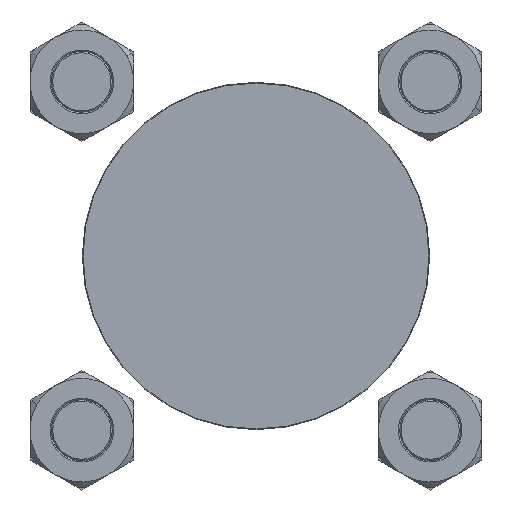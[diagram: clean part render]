
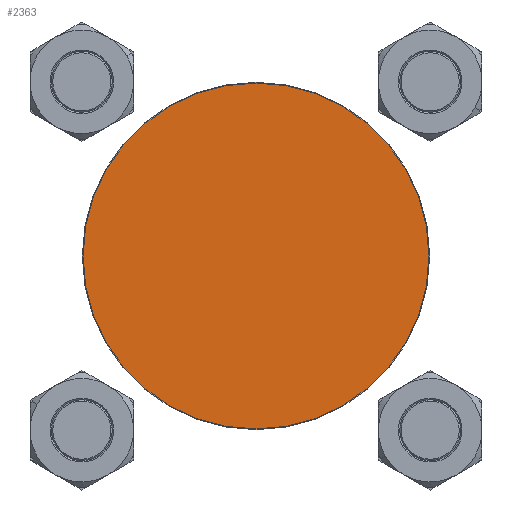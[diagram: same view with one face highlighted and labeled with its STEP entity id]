
A CAD part, left-side view. The second image highlights one B-rep face of the part: STEP entity #2363.
In plain terms, the highlighted face is planar.
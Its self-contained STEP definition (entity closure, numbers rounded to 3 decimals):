
#107 = ORIENTED_EDGE ( 'NONE', *, *, #46303, .F. ) ;
#2363 = ADVANCED_FACE ( 'NONE', ( #29940 ), #27900, .F. ) ;
#3160 = AXIS2_PLACEMENT_3D ( 'NONE', #26489, #41731, #22677 ) ;
#3337 = CIRCLE ( 'NONE', #38264, 62.5 ) ;
#5008 = EDGE_CURVE ( 'NONE', #48850, #39118, #3337, .T. ) ;
#5529 = CARTESIAN_POINT ( 'NONE',  ( 62.5, 0., 0. ) ) ;
#21844 = CIRCLE ( 'NONE', #3160, 62.5 ) ;
#22677 = DIRECTION ( 'NONE',  ( 1., 0., 0. ) ) ;
#23836 = DIRECTION ( 'NONE',  ( 0., 0., 1. ) ) ;
#24073 = CARTESIAN_POINT ( 'NONE',  ( 0., 0., 0. ) ) ;
#26489 = CARTESIAN_POINT ( 'NONE',  ( 0., 0., 0. ) ) ;
#27900 = PLANE ( 'NONE',  #45457 ) ;
#28057 = CARTESIAN_POINT ( 'NONE',  ( 0., 0., 0. ) ) ;
#29940 = FACE_OUTER_BOUND ( 'NONE', #42200, .T. ) ;
#30062 = DIRECTION ( 'NONE',  ( 1., 0., 0. ) ) ;
#38264 = AXIS2_PLACEMENT_3D ( 'NONE', #28057, #43539, #30062 ) ;
#39118 = VERTEX_POINT ( 'NONE', #5529 ) ;
#41731 = DIRECTION ( 'NONE',  ( 0., 0., 1. ) ) ;
#41838 = CARTESIAN_POINT ( 'NONE',  ( -62.5, 0., 0. ) ) ;
#42200 = EDGE_LOOP ( 'NONE', ( #48227, #107 ) ) ;
#42882 = DIRECTION ( 'NONE',  ( 1., 0., 0. ) ) ;
#43539 = DIRECTION ( 'NONE',  ( 0., 0., 1. ) ) ;
#45457 = AXIS2_PLACEMENT_3D ( 'NONE', #24073, #23836, #42882 ) ;
#46303 = EDGE_CURVE ( 'NONE', #39118, #48850, #21844, .T. ) ;
#48227 = ORIENTED_EDGE ( 'NONE', *, *, #5008, .F. ) ;
#48850 = VERTEX_POINT ( 'NONE', #41838 ) ;
